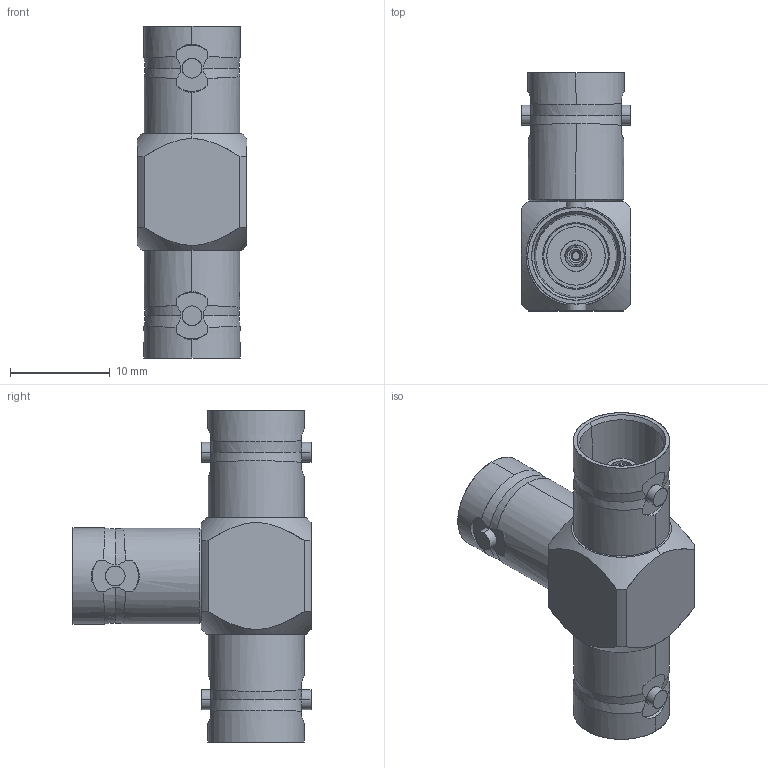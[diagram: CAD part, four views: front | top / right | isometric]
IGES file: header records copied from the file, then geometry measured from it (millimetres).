
Start section: SolidWorks IGES file using analytic representation for surfaces
Global section: file name: R142.782.000F.IGS; native system: SolidWorks 2014; preprocessor: SolidWorks 2014; author: RAYMOND_G; date: 141218.153201; units: millimetre
Bounding box: 11 x 23.88 x 33.3 mm (x, y, z)
Surface area: 2936.8 mm2 (no closed solid volume)
Topology: 0 solids, 0 shells, 259 faces, 3502 edges, 3502 vertices
Faces by surface type: revolution 160, bspline 99
